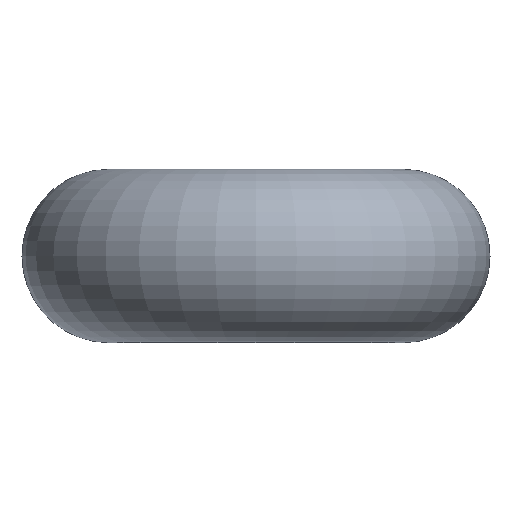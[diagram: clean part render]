
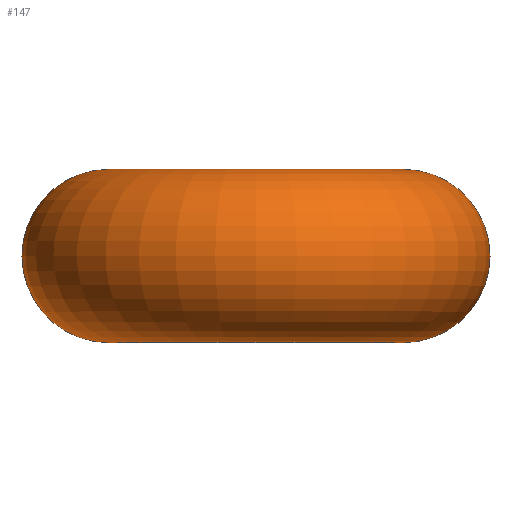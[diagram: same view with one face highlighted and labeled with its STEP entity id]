
A CAD part, top view. The second image highlights one B-rep face of the part: STEP entity #147.
In plain terms, the highlighted toroidal (fillet/blend) face has major radius 3.4 mm and minor radius 2 mm.
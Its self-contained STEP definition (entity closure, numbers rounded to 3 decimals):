
#17=TOROIDAL_SURFACE('',#185,3.4,2.);
#45=FACE_OUTER_BOUND('',#60,.T.);
#60=EDGE_LOOP('',(#121,#122,#123,#124));
#76=CIRCLE('',#184,3.4);
#77=CIRCLE('',#186,3.4);
#78=CIRCLE('',#187,2.);
#87=VERTEX_POINT('',#267);
#88=VERTEX_POINT('',#270);
#99=EDGE_CURVE('',#87,#87,#76,.T.);
#100=EDGE_CURVE('',#88,#88,#77,.T.);
#101=EDGE_CURVE('',#88,#87,#78,.T.);
#121=ORIENTED_EDGE('',*,*,#100,.T.);
#122=ORIENTED_EDGE('',*,*,#101,.T.);
#123=ORIENTED_EDGE('',*,*,#99,.T.);
#124=ORIENTED_EDGE('',*,*,#101,.F.);
#147=ADVANCED_FACE('',(#45),#17,.T.);
#184=AXIS2_PLACEMENT_3D('',#268,#223,#224);
#185=AXIS2_PLACEMENT_3D('',#269,#225,#226);
#186=AXIS2_PLACEMENT_3D('',#271,#227,#228);
#187=AXIS2_PLACEMENT_3D('',#272,#229,#230);
#223=DIRECTION('center_axis',(0.,-1.,0.));
#224=DIRECTION('ref_axis',(1.,0.,0.));
#225=DIRECTION('center_axis',(0.,-1.,0.));
#226=DIRECTION('ref_axis',(0.,0.,-1.));
#227=DIRECTION('center_axis',(0.,1.,0.));
#228=DIRECTION('ref_axis',(1.,0.,0.));
#229=DIRECTION('center_axis',(-1.,0.,0.));
#230=DIRECTION('ref_axis',(0.,0.,1.));
#267=CARTESIAN_POINT('',(3.75,2.,13.4));
#268=CARTESIAN_POINT('Origin',(3.75,2.,10.));
#269=CARTESIAN_POINT('Origin',(3.75,0.,10.));
#270=CARTESIAN_POINT('',(3.75,-2.,13.4));
#271=CARTESIAN_POINT('Origin',(3.75,-2.,10.));
#272=CARTESIAN_POINT('Origin',(3.75,0.,13.4));
